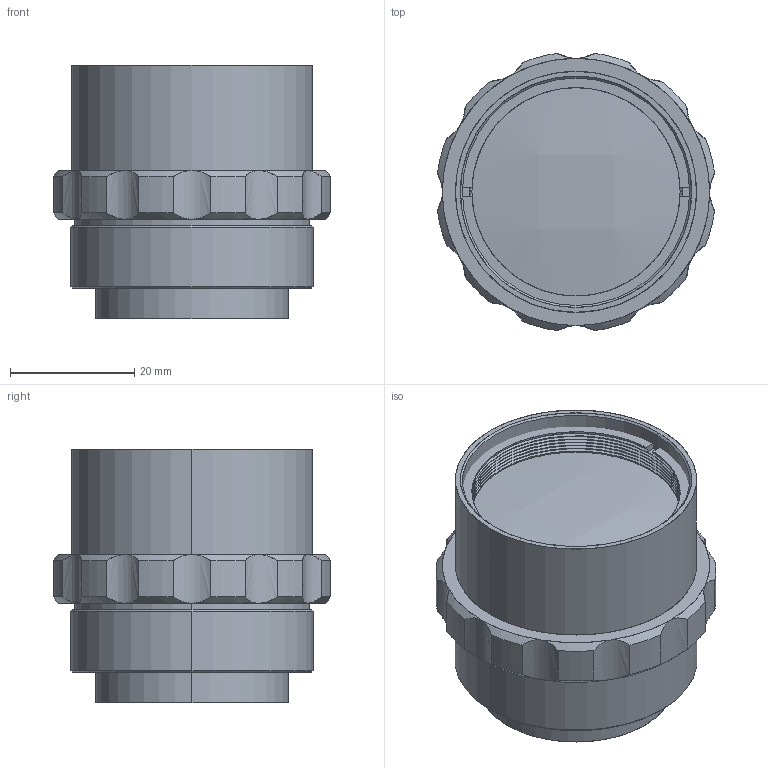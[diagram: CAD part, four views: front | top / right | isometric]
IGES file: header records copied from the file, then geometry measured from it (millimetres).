
Start section: SolidWorks IGES file using analytic representation for surfaces
Global section: file name: 87311.IGS; native system: SolidWorks 2014; preprocessor: SolidWorks 2014; author: DanS; date: 140313.074714; units: inch
Bounding box: 44.6 x 44.6 x 40.72 mm (x, y, z)
Surface area: 11804.5 mm2 (no closed solid volume)
Topology: 0 solids, 0 shells, 173 faces, 2756 edges, 2756 vertices
Faces by surface type: revolution 123, bspline 50
